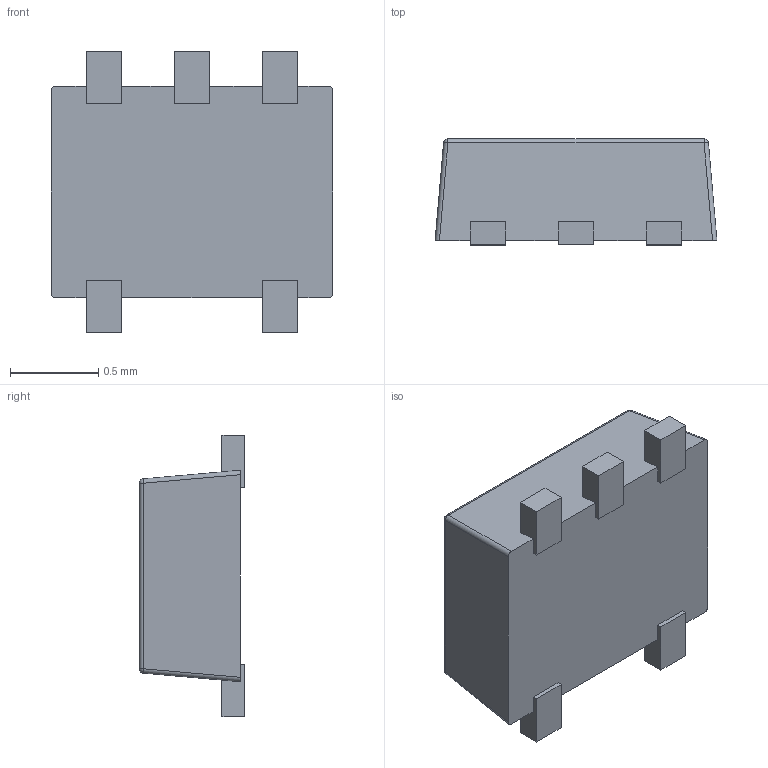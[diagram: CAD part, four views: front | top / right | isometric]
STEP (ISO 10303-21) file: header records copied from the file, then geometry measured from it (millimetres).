
FILE_DESCRIPTION((''),'2;1');
FILE_NAME('DRL0005A_ASM','2015-04-30T',('a0412086'),(''),'PRO/ENGINEER BY PARAMETRIC TECHNOLOGY CORPORATION, 2011490','PRO/ENGINEER BY PARAMETRIC TECHNOLOGY CORPORATION, 2011490','');
FILE_SCHEMA(('AUTOMOTIVE_DESIGN { 1 0 10303 214 1 1 1 1 }'));
Length unit declared in the file: millimetre
Products named in the file (3): FRAME_DRL0005A; BODY_DRL0005A; DRL0005A_ASM
Assembly tree (2 placements, depth 2):
  DRL0005A_ASM
    FRAME_DRL0005A
    BODY_DRL0005A
Bounding box: 1.6 x 0.6 x 1.6 mm (x, y, z)
Volume: 1.1 mm3; surface area: 8 mm2
Topology: 6 solids, 6 shells, 68 faces, 156 edges, 100 vertices
Faces by surface type: plane 56, cylinder 8, sphere 4
Entity records: 3118 total; most frequent: CARTESIAN_POINT 352, ORIENTED_EDGE 312, DIRECTION 310, PRESENTATION_STYLE_ASSIGNMENT 163, STYLED_ITEM 163, CURVE_STYLE 156, EDGE_CURVE 156, VECTOR 140
